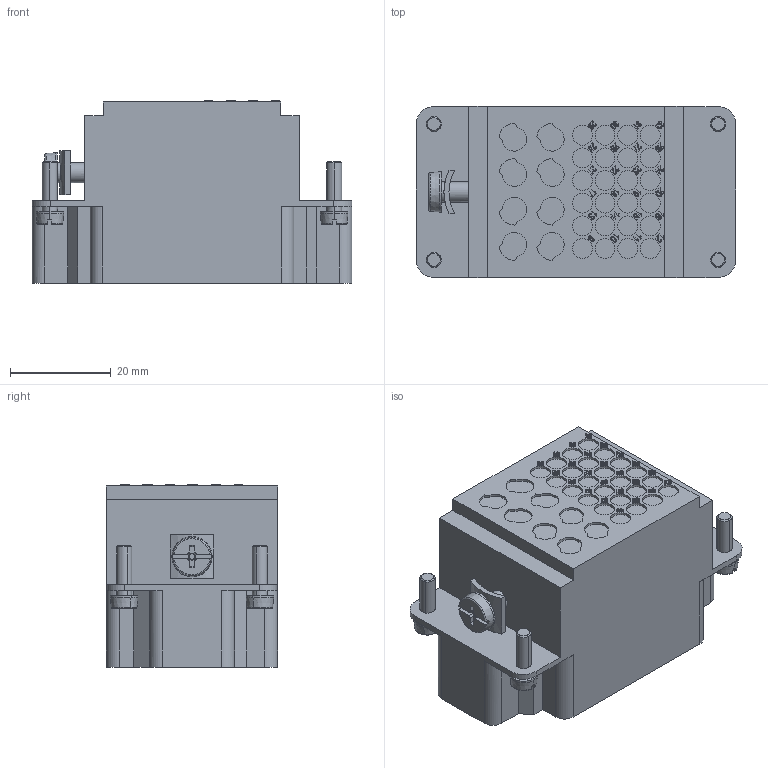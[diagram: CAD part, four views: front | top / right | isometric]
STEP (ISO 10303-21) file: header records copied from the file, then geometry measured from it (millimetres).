
FILE_DESCRIPTION(/* description */ (''),/* implementation_level */ '2;1');
FILE_NAME(/* name */ 'C146_10A032_500_13.stp',/* time_stamp */ '2016-04-08T07:33:56+02:00',/* author */ (''),/* organization */ (''),/* preprocessor_version */ 'ST-DEVELOPER v15',/* originating_system */ 'SIEMENS PLM Software NX 9.0',/* authorisation */ '');
FILE_SCHEMA (('CONFIG_CONTROL_DESIGN'));
Products named in the file (1): c146 10a032 500 13nxm001-01
Bounding box: 63.6 x 34 x 36.2 mm (x, y, z)
Volume: 40694.2 mm3; surface area: 14300.9 mm2
Topology: 1 solids, 1 shells, 1333 faces, 3361 edges, 2251 vertices
Faces by surface type: plane 805, extrusion 314, cylinder 138, cone 58, torus 16, bspline 2
Full cylindrical faces by diameter (mm): 2.6 x8, 3.2 x1, 3.95 x48, 4 x2, 8 x1
Entity records: 48639 total; most frequent: CARTESIAN_POINT 19584, ORIENTED_EDGE 6524, DIRECTION 4455, EDGE_CURVE 3262, VERTEX_POINT 2222, B_SPLINE_CURVE_WITH_KNOTS 1758, VECTOR 1703, EDGE_LOOP 1628
